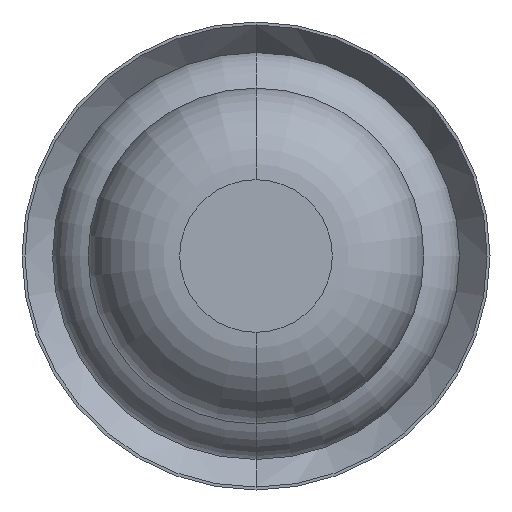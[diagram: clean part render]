
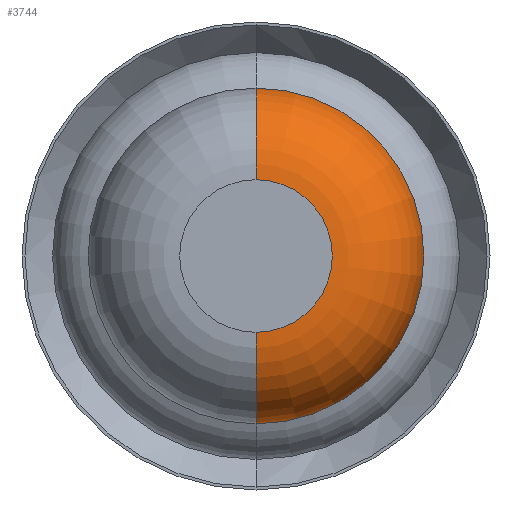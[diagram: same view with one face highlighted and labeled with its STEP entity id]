
A CAD part, front view. The second image highlights one B-rep face of the part: STEP entity #3744.
In plain terms, the highlighted toroidal (fillet/blend) face has major radius 0.375 mm and minor radius 0.45 mm.
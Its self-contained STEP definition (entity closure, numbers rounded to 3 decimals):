
#5 = EDGE_CURVE ( 'Defeature ausgef�hrt4_8+Defeature ausgef�hrt4_7+Defeature ausgef�hrt4_7+Defeature ausgef�hrt4_7', #4036, #1762, #580, .T. ) ;
#60 = DIRECTION ( 'NONE',  ( -1., 0., 0. ) ) ;
#199 = EDGE_CURVE ( 'NONE', #4036, #771, #2201, .T. ) ;
#303 = DIRECTION ( 'NONE',  ( 0., 1., 0. ) ) ;
#346 = CARTESIAN_POINT ( 'NONE',  ( 0., -28.55, 0. ) ) ;
#355 = CARTESIAN_POINT ( 'NONE',  ( 0., -29., 0.375 ) ) ;
#419 = CARTESIAN_POINT ( 'NONE',  ( 0., -29., -0.375 ) ) ;
#459 = ORIENTED_EDGE ( 'NONE', *, *, #5, .T. ) ;
#468 = CARTESIAN_POINT ( 'NONE',  ( 0., -28.55, -0.375 ) ) ;
#515 = ORIENTED_EDGE ( 'NONE', *, *, #3363, .F. ) ;
#580 = CIRCLE ( 'NONE', #969, 0.375 ) ;
#596 = DIRECTION ( 'NONE',  ( 0., 0., 1. ) ) ;
#771 = VERTEX_POINT ( 'NONE', #1345 ) ;
#857 = VERTEX_POINT ( 'NONE', #2122 ) ;
#944 = AXIS2_PLACEMENT_3D ( 'NONE', #2004, #60, #1644 ) ;
#969 = AXIS2_PLACEMENT_3D ( 'NONE', #2250, #3809, #2527 ) ;
#1092 = AXIS2_PLACEMENT_3D ( 'NONE', #468, #3013, #1114 ) ;
#1098 = TOROIDAL_SURFACE ( 'NONE', #2289, 0.375, 0.45 ) ;
#1114 = DIRECTION ( 'NONE',  ( 0., 0., -1. ) ) ;
#1161 = DIRECTION ( 'NONE',  ( 0., 1., 0. ) ) ;
#1201 = ORIENTED_EDGE ( 'NONE', *, *, #2778, .T. ) ;
#1345 = CARTESIAN_POINT ( 'NONE',  ( 0., -28.55, 0.825 ) ) ;
#1440 = DIRECTION ( 'NONE',  ( 0., 0., 1. ) ) ;
#1644 = DIRECTION ( 'NONE',  ( 0., 0., 1. ) ) ;
#1702 = ORIENTED_EDGE ( 'NONE', *, *, #199, .F. ) ;
#1762 = VERTEX_POINT ( 'NONE', #419 ) ;
#1859 = AXIS2_PLACEMENT_3D ( 'NONE', #346, #303, #596 ) ;
#2004 = CARTESIAN_POINT ( 'NONE',  ( 0., -28.55, 0.375 ) ) ;
#2122 = CARTESIAN_POINT ( 'NONE',  ( 0., -28.55, -0.825 ) ) ;
#2201 = CIRCLE ( 'NONE', #944, 0.45 ) ;
#2250 = CARTESIAN_POINT ( 'NONE',  ( 0., -29., 0. ) ) ;
#2289 = AXIS2_PLACEMENT_3D ( 'NONE', #2731, #1161, #1440 ) ;
#2477 = FACE_OUTER_BOUND ( 'NONE', #3518, .T. ) ;
#2527 = DIRECTION ( 'NONE',  ( 0., 0., 1. ) ) ;
#2731 = CARTESIAN_POINT ( 'NONE',  ( 0., -28.55, 0. ) ) ;
#2778 = EDGE_CURVE ( 'NONE', #1762, #857, #2841, .T. ) ;
#2841 = CIRCLE ( 'NONE', #1092, 0.45 ) ;
#3013 = DIRECTION ( 'NONE',  ( 1., 0., 0. ) ) ;
#3031 = CIRCLE ( 'NONE', #1859, 0.825 ) ;
#3363 = EDGE_CURVE ( 'Defeature ausgef�hrt4_9+Defeature ausgef�hrt4_8+Defeature ausgef�hrt4_8+Defeature ausgef�hrt4_8', #771, #857, #3031, .T. ) ;
#3518 = EDGE_LOOP ( 'NONE', ( #459, #1201, #515, #1702 ) ) ;
#3744 = ADVANCED_FACE ( 'Defeature ausgef�hrt4_8', ( #2477 ), #1098, .T. ) ;
#3809 = DIRECTION ( 'NONE',  ( 0., 1., 0. ) ) ;
#4036 = VERTEX_POINT ( 'NONE', #355 ) ;
